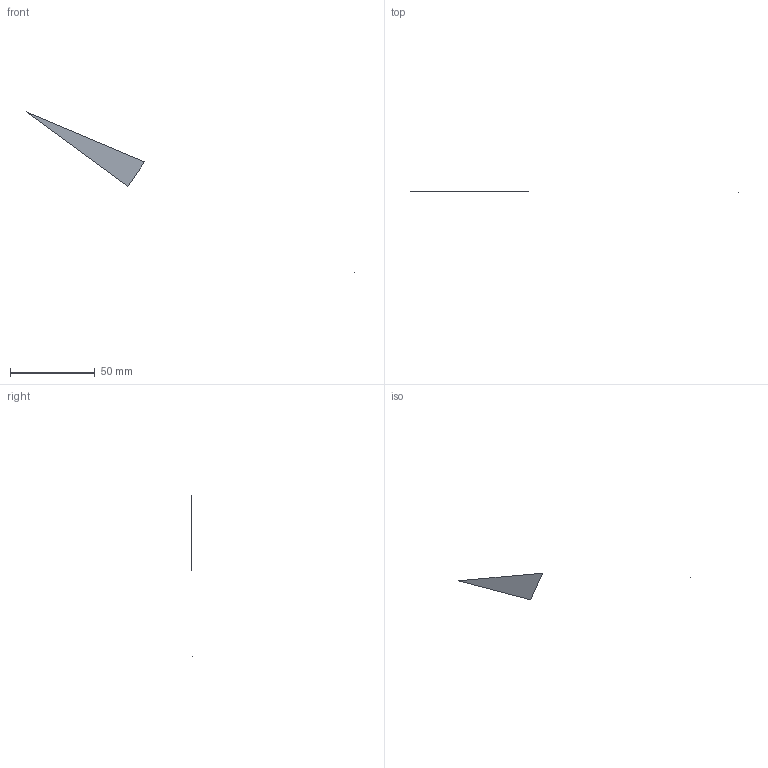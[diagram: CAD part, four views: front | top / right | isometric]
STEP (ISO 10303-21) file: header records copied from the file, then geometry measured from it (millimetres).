
FILE_DESCRIPTION(('STEP AP214'),'1');
FILE_NAME('ao6jcud11tde.stp','2025-07-11T13:07:00',(' '),(' '),'Spatial InterOp 3D',' ',' ');
FILE_SCHEMA(('automotive_design'));
Length unit declared in the file: metre
Products named in the file (1): Root
Bounding box: 195.86 x 0 x 94.5 mm (x, y, z)
Surface area: 0 mm2 (no closed solid volume)
Topology: 0 solids, 44 shells, 44 faces, 131 edges, 131 vertices
Faces by surface type: plane 44
Entity records: 5858 total; most frequent: CARTESIAN_POINT 2258, VERTEX_POINT 2257, DIRECTION 222, ORIENTED_EDGE 132, EDGE_CURVE 132, LINE 132, VECTOR 132, AXIS2_PLACEMENT_3D 45
